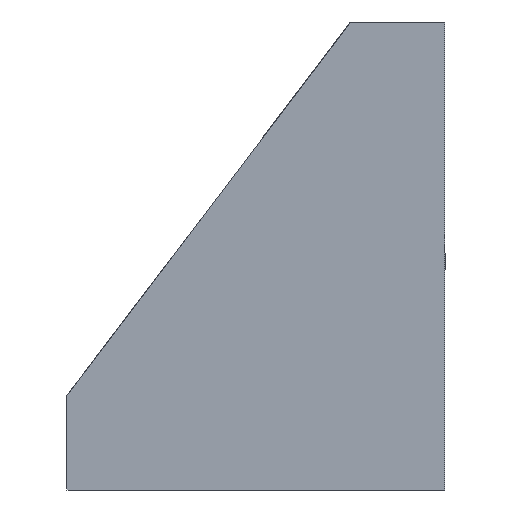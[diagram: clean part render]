
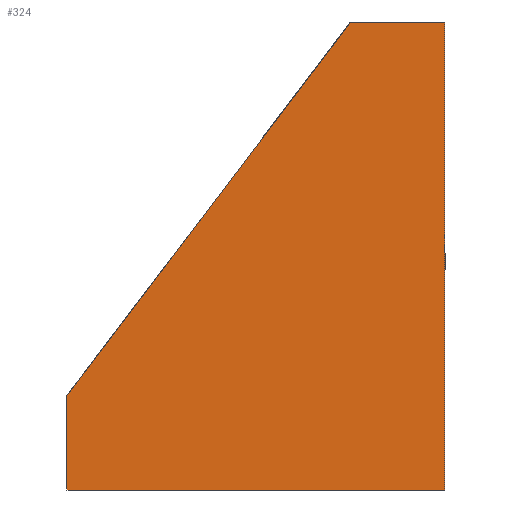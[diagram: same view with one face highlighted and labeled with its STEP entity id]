
A CAD part, front view. The second image highlights one B-rep face of the part: STEP entity #324.
In plain terms, the highlighted planar face has unit normal (0, -1, 0).
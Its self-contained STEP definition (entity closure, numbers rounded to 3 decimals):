
#276=VERTEX_POINT('',#598);
#322=VERTEX_POINT('',#650);
#324=ADVANCED_FACE('',(#652),#653,.T.);
#350=EDGE_CURVE('',#408,#378,#681,.T.);
#378=VERTEX_POINT('',#710);
#382=EDGE_CURVE('',#276,#378,#715,.T.);
#388=EDGE_CURVE('',#322,#276,#721,.T.);
#408=VERTEX_POINT('',#745);
#444=VERTEX_POINT('',#787);
#446=EDGE_CURVE('',#444,#322,#789,.T.);
#454=EDGE_CURVE('',#408,#444,#798,.T.);
#598=CARTESIAN_POINT('',(-10.5,-19.0,52.0));
#650=CARTESIAN_POINT('',(0.0,-19.0,52.0));
#652=FACE_OUTER_BOUND('',#1063,.T.);
#653=PLANE('',#1064);
#681=LINE('',#1139,#1140);
#710=CARTESIAN_POINT('',(-42.0,-19.0,10.5));
#715=LINE('',#1218,#1219);
#721=LINE('',#1227,#1228);
#745=CARTESIAN_POINT('',(-42.0,-19.0,0.0));
#787=CARTESIAN_POINT('',(0.0,-19.0,0.0));
#789=LINE('',#1314,#1315);
#798=LINE('',#1327,#1328);
#1063=EDGE_LOOP('',(#1544,#1545,#1546,#1547,#1548));
#1064=AXIS2_PLACEMENT_3D('',#1549,#1550,#1551);
#1139=CARTESIAN_POINT('',(-42.0,-19.0,0.0));
#1140=VECTOR('',#1573,1.0);
#1218=CARTESIAN_POINT('',(-36.852,-19.0,17.282));
#1219=VECTOR('',#1603,1.0);
#1227=CARTESIAN_POINT('',(-42.0,-19.0,52.0));
#1228=VECTOR('',#1607,1.0);
#1314=CARTESIAN_POINT('',(0.0,-19.0,0.0));
#1315=VECTOR('',#1686,1.0);
#1327=CARTESIAN_POINT('',(-42.0,-19.0,0.0));
#1328=VECTOR('',#1696,1.0);
#1544=ORIENTED_EDGE('',*,*,#382,.T.);
#1545=ORIENTED_EDGE('',*,*,#350,.F.);
#1546=ORIENTED_EDGE('',*,*,#454,.T.);
#1547=ORIENTED_EDGE('',*,*,#446,.T.);
#1548=ORIENTED_EDGE('',*,*,#388,.T.);
#1549=CARTESIAN_POINT('',(0.0,-19.0,0.0));
#1550=DIRECTION('',(0.0,-1.0,0.0));
#1551=DIRECTION('',(0.0,0.0,-1.0));
#1573=DIRECTION('',(0.0,0.0,1.0));
#1603=DIRECTION('',(-0.605,0.0,-0.797));
#1607=DIRECTION('',(-1.0,0.0,0.0));
#1686=DIRECTION('',(0.0,0.0,1.0));
#1696=DIRECTION('',(1.0,0.0,0.0));
